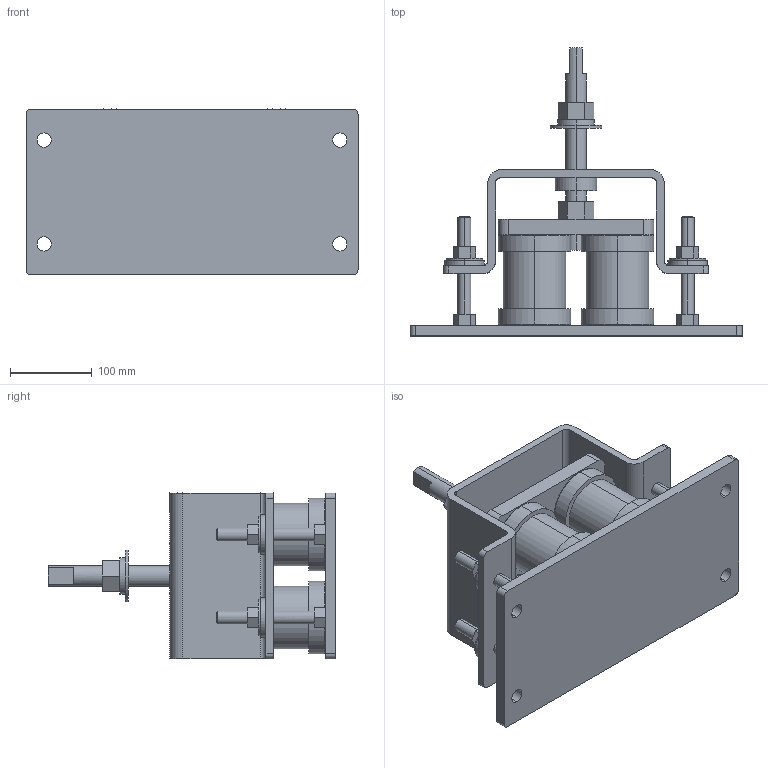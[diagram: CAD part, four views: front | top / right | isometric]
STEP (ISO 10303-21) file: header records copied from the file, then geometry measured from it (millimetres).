
FILE_DESCRIPTION (( 'STEP AP203' ), '1' );
FILE_NAME ('SMSR-4-BT Rev C.STEP', '2024-12-05T16:56:49', ( '' ), ( '' ), 'SwSTEP 2.0', 'SolidWorks 2016', '' );
FILE_SCHEMA (( 'CONFIG_CONTROL_DESIGN' ));
Length unit declared in the file: inch
Products named in the file (1): SMSR-4-BT Rev C
Bounding box: 406.4 x 352.43 x 203.2 mm (x, y, z)
Volume: 5435921.8 mm3; surface area: 639161.8 mm2
Topology: 1 solids, 1 shells, 248 faces, 606 edges, 396 vertices
Faces by surface type: plane 126, cylinder 98, torus 16, cone 8
Entity records: 7533 total; most frequent: DIRECTION 1344, CARTESIAN_POINT 1327, ORIENTED_EDGE 1212, EDGE_CURVE 606, AXIS2_PLACEMENT_3D 493, VERTEX_POINT 396, VECTOR 358, LINE 358
